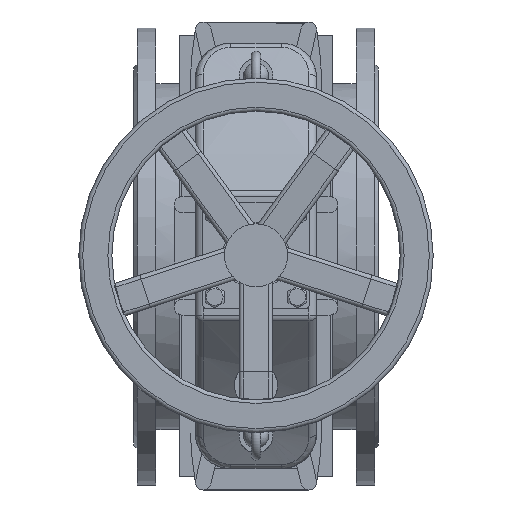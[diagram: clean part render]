
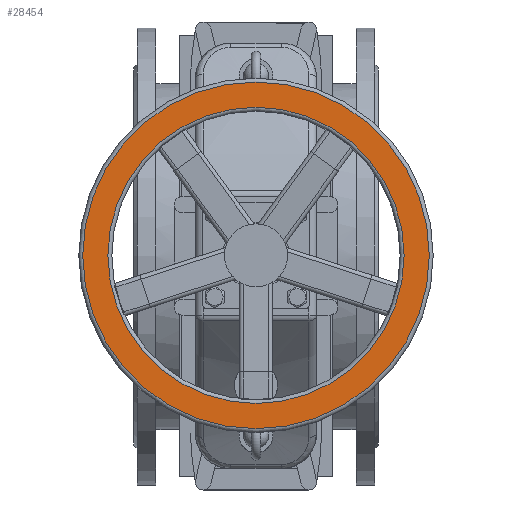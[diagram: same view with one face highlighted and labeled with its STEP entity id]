
A CAD part, top view. The second image highlights one B-rep face of the part: STEP entity #28454.
In plain terms, the highlighted planar face has unit normal (0, 0, 1).
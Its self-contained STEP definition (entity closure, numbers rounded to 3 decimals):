
#28454=ADVANCED_FACE('',(#53514,#53516),#53518,.T.);
#53514=FACE_BOUND('',#53515,.T.);
#53515=EDGE_LOOP('',(#75488,#75489));
#53516=FACE_BOUND('',#53517,.T.);
#53517=EDGE_LOOP('',(#75490,#75491));
#53518=PLANE('',#53519);
#53519=AXIS2_PLACEMENT_3D('',#53520,#53521,#53522);
#53520=CARTESIAN_POINT('',(13466.319,10041.33,27288.957));
#53521=DIRECTION('',(0.,0.,1.));
#53522=DIRECTION('',(1.,0.,0.));
#75488=ORIENTED_EDGE('',*,*,#86444,.F.);
#75489=ORIENTED_EDGE('',*,*,#86445,.F.);
#75490=ORIENTED_EDGE('',*,*,#86446,.T.);
#75491=ORIENTED_EDGE('',*,*,#86447,.T.);
#86444=EDGE_CURVE('',#102662,#102663,#102664,.T.);
#86445=EDGE_CURVE('',#102663,#102662,#102665,.T.);
#86446=EDGE_CURVE('',#102666,#102667,#102668,.T.);
#86447=EDGE_CURVE('',#102667,#102666,#102669,.T.);
#102662=VERTEX_POINT('',#139691);
#102663=VERTEX_POINT('',#139692);
#102664=CIRCLE('',#139693,220.);
#102665=CIRCLE('',#139697,220.);
#102666=VERTEX_POINT('',#139701);
#102667=VERTEX_POINT('',#139702);
#102668=CIRCLE('',#139703,188.);
#102669=CIRCLE('',#139707,188.);
#139691=CARTESIAN_POINT('',(13466.319,10481.33,27288.957));
#139692=CARTESIAN_POINT('',(13466.319,10041.33,27288.957));
#139693=AXIS2_PLACEMENT_3D('',#139694,#139695,#139696);
#139694=CARTESIAN_POINT('',(13466.319,10261.33,27288.957));
#139695=DIRECTION('',(0.,0.,-1.));
#139696=DIRECTION('',(0.,1.,0.));
#139697=AXIS2_PLACEMENT_3D('',#139698,#139699,#139700);
#139698=CARTESIAN_POINT('',(13466.319,10261.33,27288.957));
#139699=DIRECTION('',(0.,0.,-1.));
#139700=DIRECTION('',(0.,-1.,0.));
#139701=CARTESIAN_POINT('',(13466.319,10073.33,27288.957));
#139702=CARTESIAN_POINT('',(13466.319,10449.33,27288.957));
#139703=AXIS2_PLACEMENT_3D('',#139704,#139705,#139706);
#139704=CARTESIAN_POINT('',(13466.319,10261.33,27288.957));
#139705=DIRECTION('',(0.,0.,-1.));
#139706=DIRECTION('',(0.,-1.,0.));
#139707=AXIS2_PLACEMENT_3D('',#139708,#139709,#139710);
#139708=CARTESIAN_POINT('',(13466.319,10261.33,27288.957));
#139709=DIRECTION('',(0.,0.,-1.));
#139710=DIRECTION('',(0.,1.,0.));
